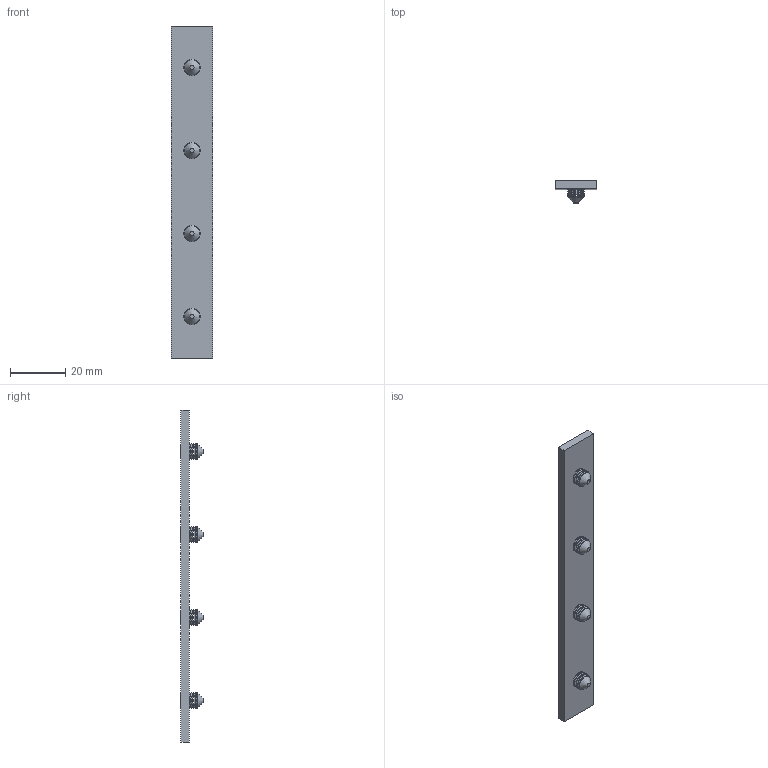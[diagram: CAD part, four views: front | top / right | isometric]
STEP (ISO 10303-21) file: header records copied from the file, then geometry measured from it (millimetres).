
FILE_DESCRIPTION(/* description */ ('Barra filettata di connessione cava 8'),/* implementation_level */ '2;1');
FILE_NAME(/* name */ 'LBC08M6P.stp',/* time_stamp */ '2021-02-19T09:56:03+01:00',/* author */ ('omnitec'),/* organization */ ('Microsoft'),/* preprocessor_version */ 'ST-DEVELOPER v18.1',/* originating_system */ 'Autodesk Inventor 2021',/* authorisation */ '');
FILE_SCHEMA (('AUTOMOTIVE_DESIGN { 1 0 10303 214 3 1 1 }'));
Length unit declared in the file: millimetre
Products named in the file (1): LBC08M6P
Bounding box: 15 x 8 x 120 mm (x, y, z)
Volume: 5164.4 mm3; surface area: 5013.4 mm2
Topology: 1 solids, 25 shells, 98 faces, 264 edges, 176 vertices
Faces by surface type: plane 38, cone 24, cylinder 20, torus 16
Full cylindrical faces by diameter (mm): 5 x4, 6 x16
Entity records: 3212 total; most frequent: DIRECTION 598, CARTESIAN_POINT 539, ORIENTED_EDGE 464, EDGE_CURVE 264, AXIS2_PLACEMENT_3D 235, VERTEX_POINT 176, CIRCLE 136, LINE 128
